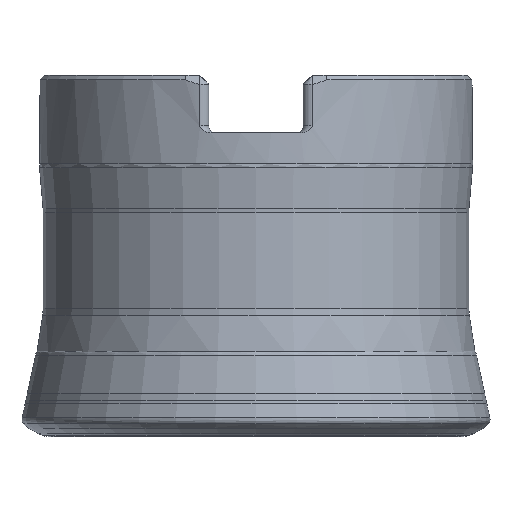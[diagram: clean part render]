
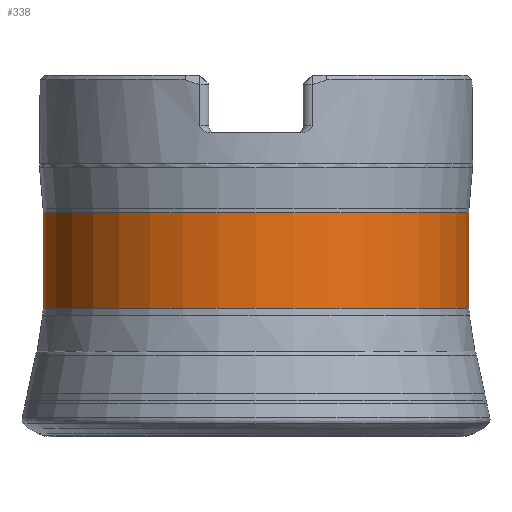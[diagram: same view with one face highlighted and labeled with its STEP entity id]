
A CAD part, front view. The second image highlights one B-rep face of the part: STEP entity #338.
In plain terms, the highlighted cylindrical face has radius 23.568 mm (diameter 47.137 mm), a full revolution.
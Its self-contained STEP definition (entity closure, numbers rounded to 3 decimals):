
#71=CYLINDRICAL_SURFACE('',#1743,23.568);
#338=ADVANCED_FACE('',(#621,#622),#71,.T.);
#621=FACE_BOUND('',#757,.T.);
#622=FACE_BOUND('',#758,.T.);
#757=EDGE_LOOP('',(#970));
#758=EDGE_LOOP('',(#971));
#970=ORIENTED_EDGE('',*,*,#1455,.T.);
#971=ORIENTED_EDGE('',*,*,#1456,.T.);
#1310=VERTEX_POINT('',#2870);
#1311=VERTEX_POINT('',#2872);
#1455=EDGE_CURVE('',#1310,#1310,#1622,.T.);
#1456=EDGE_CURVE('',#1311,#1311,#1623,.T.);
#1622=CIRCLE('',#1741,23.568);
#1623=CIRCLE('',#1742,23.568);
#1741=AXIS2_PLACEMENT_3D('',#2869,#2056,#2057);
#1742=AXIS2_PLACEMENT_3D('',#2871,#2058,#2059);
#1743=AXIS2_PLACEMENT_3D('',#2873,#2060,#2061);
#2056=DIRECTION('',(0.,0.,1.));
#2057=DIRECTION('',(-1.,0.,0.));
#2058=DIRECTION('',(0.,0.,-1.));
#2059=DIRECTION('',(-1.,0.,0.));
#2060=DIRECTION('',(0.,0.,-1.));
#2061=DIRECTION('',(-1.,0.,0.));
#2869=CARTESIAN_POINT('',(0.,0.,-25.804));
#2870=CARTESIAN_POINT('',(-23.568,0.,-25.804));
#2871=CARTESIAN_POINT('',(0.,0.,-15.215));
#2872=CARTESIAN_POINT('',(-23.568,0.,-15.215));
#2873=CARTESIAN_POINT('',(0.,0.,0.));
